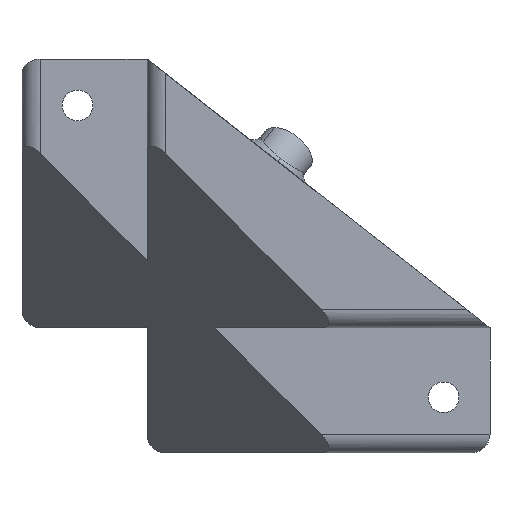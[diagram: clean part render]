
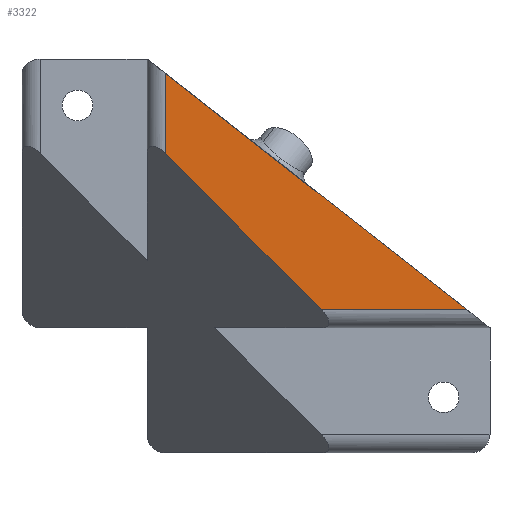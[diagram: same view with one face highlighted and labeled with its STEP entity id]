
A CAD part, front view. The second image highlights one B-rep face of the part: STEP entity #3322.
In plain terms, the highlighted planar face has unit normal (0, -1, 0).
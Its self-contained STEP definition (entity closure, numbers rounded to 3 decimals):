
#97 = EDGE_CURVE ( 'NONE', #748, #978, #1471, .T. ) ;
#134 = CARTESIAN_POINT ( 'NONE',  ( 34.448, -13.5, 17. ) ) ;
#245 = EDGE_LOOP ( 'NONE', ( #566, #1361, #290, #627 ) ) ;
#290 = ORIENTED_EDGE ( 'NONE', *, *, #1610, .F. ) ;
#383 = VECTOR ( 'NONE', #975, 1000. ) ;
#396 = PLANE ( 'NONE',  #2608 ) ;
#422 = EDGE_CURVE ( 'NONE', #978, #2910, #2262, .T. ) ;
#566 = ORIENTED_EDGE ( 'NONE', *, *, #422, .T. ) ;
#627 = ORIENTED_EDGE ( 'NONE', *, *, #97, .T. ) ;
#748 = VERTEX_POINT ( 'NONE', #2860 ) ;
#867 = DIRECTION ( 'NONE',  ( 0.707, 0., -0.707 ) ) ;
#870 = CARTESIAN_POINT ( 'NONE',  ( 2., -13.5, 33.785 ) ) ;
#937 = CARTESIAN_POINT ( 'NONE',  ( 103.979, -13.5, 0. ) ) ;
#975 = DIRECTION ( 'NONE',  ( 0.787, 0., -0.617 ) ) ;
#978 = VERTEX_POINT ( 'NONE', #870 ) ;
#1005 = LINE ( 'NONE', #3420, #383 ) ;
#1051 = VECTOR ( 'NONE', #3404, 1000. ) ;
#1361 = ORIENTED_EDGE ( 'NONE', *, *, #1510, .T. ) ;
#1471 = LINE ( 'NONE', #2321, #1051 ) ;
#1495 = CARTESIAN_POINT ( 'NONE',  ( 18.785, -13.5, 17. ) ) ;
#1510 = EDGE_CURVE ( 'NONE', #2910, #2275, #2270, .T. ) ;
#1610 = EDGE_CURVE ( 'NONE', #748, #2275, #1005, .T. ) ;
#2052 = VECTOR ( 'NONE', #867, 1000. ) ;
#2262 = LINE ( 'NONE', #3335, #2052 ) ;
#2270 = LINE ( 'NONE', #2294, #2782 ) ;
#2275 = VERTEX_POINT ( 'NONE', #134 ) ;
#2294 = CARTESIAN_POINT ( 'NONE',  ( 37., -13.5, 17. ) ) ;
#2321 = CARTESIAN_POINT ( 'NONE',  ( 2., -13.5, 35.785 ) ) ;
#2516 = DIRECTION ( 'NONE',  ( 1., 0., 0. ) ) ;
#2608 = AXIS2_PLACEMENT_3D ( 'NONE', #937, #3386, #3171 ) ;
#2782 = VECTOR ( 'NONE', #2516, 1000. ) ;
#2860 = CARTESIAN_POINT ( 'NONE',  ( 2., -13.5, 42.432 ) ) ;
#2910 = VERTEX_POINT ( 'NONE', #1495 ) ;
#3154 = FACE_OUTER_BOUND ( 'NONE', #245, .T. ) ;
#3171 = DIRECTION ( 'NONE',  ( 1., 0., 0. ) ) ;
#3322 = ADVANCED_FACE ( 'NONE', ( #3154 ), #396, .T. ) ;
#3335 = CARTESIAN_POINT ( 'NONE',  ( 69.882, -13.5, -34.097 ) ) ;
#3386 = DIRECTION ( 'NONE',  ( 0., -1., 0. ) ) ;
#3404 = DIRECTION ( 'NONE',  ( 0., 0., -1. ) ) ;
#3420 = CARTESIAN_POINT ( 'NONE',  ( 85.774, -13.5, -23.228 ) ) ;
